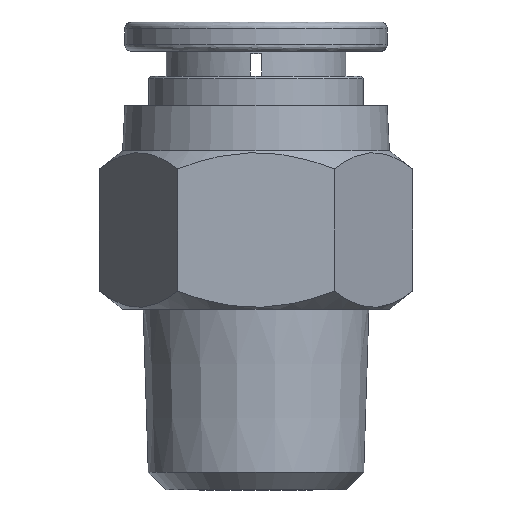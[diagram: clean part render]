
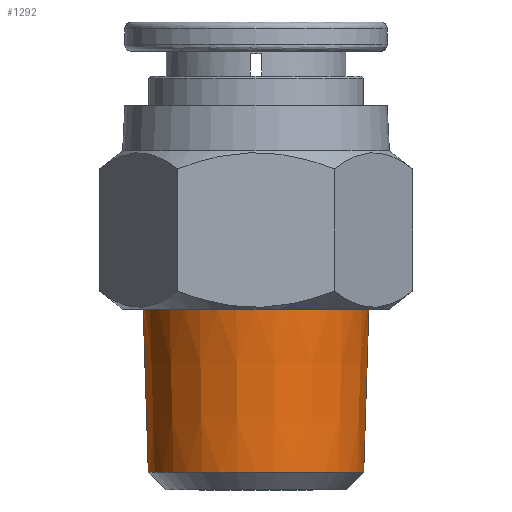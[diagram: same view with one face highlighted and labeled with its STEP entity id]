
A CAD part, front view. The second image highlights one B-rep face of the part: STEP entity #1292.
In plain terms, the highlighted conical face has half-angle 1.79 degrees and reference radius 4.99 mm.
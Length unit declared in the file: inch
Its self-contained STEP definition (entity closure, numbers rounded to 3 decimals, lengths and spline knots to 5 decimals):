
#20 = ORIENTED_EDGE ( 'NONE', *, *, #1251, .T. ) ;
#365 = AXIS2_PLACEMENT_3D ( 'NONE', #2936, #2196, #1058 ) ;
#524 = CARTESIAN_POINT ( 'NONE',  ( -0.18757, 0., 0.18799 ) ) ;
#556 = CONICAL_SURFACE ( 'NONE', #365, 0.19646, 0.031 ) ;
#635 = CARTESIAN_POINT ( 'NONE',  ( 0.18757, 0., 0.18799 ) ) ;
#637 = FACE_OUTER_BOUND ( 'NONE', #720, .T. ) ;
#682 = ORIENTED_EDGE ( 'NONE', *, *, #1945, .T. ) ;
#711 = AXIS2_PLACEMENT_3D ( 'NONE', #2199, #2438, #2909 ) ;
#713 = ORIENTED_EDGE ( 'NONE', *, *, #2154, .T. ) ;
#720 = EDGE_LOOP ( 'NONE', ( #1911, #713, #682, #20 ) ) ;
#781 = LINE ( 'NONE', #2034, #896 ) ;
#824 = VERTEX_POINT ( 'NONE', #2811 ) ;
#848 = CARTESIAN_POINT ( 'NONE',  ( 0.19646, 0., 0.47244 ) ) ;
#896 = VECTOR ( 'NONE', #1551, 39.37008 ) ;
#981 = EDGE_CURVE ( 'NONE', #1941, #824, #781, .T. ) ;
#987 = DIRECTION ( 'NONE',  ( 0.031, 0., 1. ) ) ;
#1058 = DIRECTION ( 'NONE',  ( 1., 0., 0. ) ) ;
#1251 = EDGE_CURVE ( 'NONE', #2281, #824, #1750, .T. ) ;
#1292 = ADVANCED_FACE ( 'NONE', ( #637 ), #556, .T. ) ;
#1468 = VERTEX_POINT ( 'NONE', #635 ) ;
#1551 = DIRECTION ( 'NONE',  ( -0.031, 0., 1. ) ) ;
#1750 = CIRCLE ( 'NONE', #2927, 0.19646 ) ;
#1911 = ORIENTED_EDGE ( 'NONE', *, *, #981, .F. ) ;
#1941 = VERTEX_POINT ( 'NONE', #524 ) ;
#1945 = EDGE_CURVE ( 'NONE', #1468, #2281, #2125, .T. ) ;
#1968 = VECTOR ( 'NONE', #987, 39.37008 ) ;
#2034 = CARTESIAN_POINT ( 'NONE',  ( -0.19646, 0., 0.47244 ) ) ;
#2125 = LINE ( 'NONE', #2774, #1968 ) ;
#2154 = EDGE_CURVE ( 'NONE', #1941, #1468, #2995, .T. ) ;
#2175 = DIRECTION ( 'NONE',  ( 0., 0., -1. ) ) ;
#2196 = DIRECTION ( 'NONE',  ( 0., 0., 1. ) ) ;
#2199 = CARTESIAN_POINT ( 'NONE',  ( 0., 0., 0.18799 ) ) ;
#2281 = VERTEX_POINT ( 'NONE', #848 ) ;
#2405 = CARTESIAN_POINT ( 'NONE',  ( 0., 0., 0.47244 ) ) ;
#2438 = DIRECTION ( 'NONE',  ( 0., 0., 1. ) ) ;
#2774 = CARTESIAN_POINT ( 'NONE',  ( 0.19646, 0., 0.47244 ) ) ;
#2811 = CARTESIAN_POINT ( 'NONE',  ( -0.19646, 0., 0.47244 ) ) ;
#2838 = DIRECTION ( 'NONE',  ( 1., 0., 0. ) ) ;
#2909 = DIRECTION ( 'NONE',  ( 1., 0., 0. ) ) ;
#2927 = AXIS2_PLACEMENT_3D ( 'NONE', #2405, #2175, #2838 ) ;
#2936 = CARTESIAN_POINT ( 'NONE',  ( 0., 0., 0.47244 ) ) ;
#2995 = CIRCLE ( 'NONE', #711, 0.18757 ) ;
